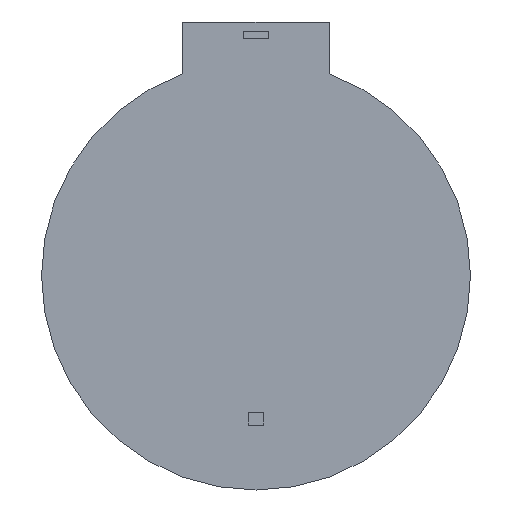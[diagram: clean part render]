
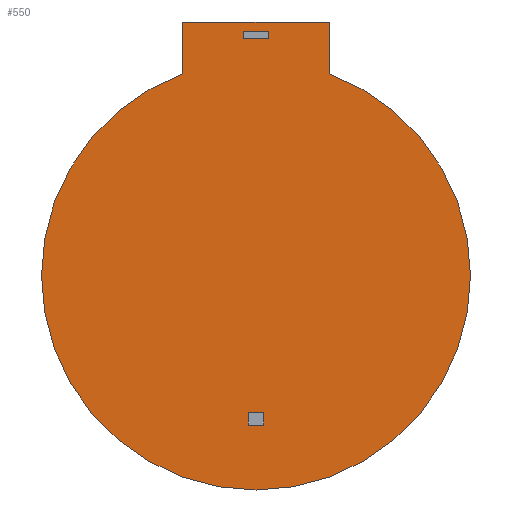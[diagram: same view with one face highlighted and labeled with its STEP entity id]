
A CAD part, front view. The second image highlights one B-rep face of the part: STEP entity #550.
In plain terms, the highlighted planar face has unit normal (0, -1, 0).
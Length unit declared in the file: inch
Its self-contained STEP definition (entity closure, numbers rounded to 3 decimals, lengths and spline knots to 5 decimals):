
#6 = AXIS2_PLACEMENT_3D ( 'NONE', #353, #326, #349 ) ;
#7 = CIRCLE ( 'NONE', #6, 0.44 ) ;
#9 = AXIS2_PLACEMENT_3D ( 'NONE', #342, #372, #333 ) ;
#17 = CIRCLE ( 'NONE', #9, 0.44 ) ;
#18 = VECTOR ( 'NONE', #376, 39.37008 ) ;
#22 = VECTOR ( 'NONE', #339, 39.37008 ) ;
#30 = VECTOR ( 'NONE', #408, 39.37008 ) ;
#31 = VECTOR ( 'NONE', #491, 39.37008 ) ;
#33 = AXIS2_PLACEMENT_3D ( 'NONE', #446, #440, #400 ) ;
#36 = VECTOR ( 'NONE', #409, 39.37008 ) ;
#44 = VECTOR ( 'NONE', #433, 39.37008 ) ;
#55 = VECTOR ( 'NONE', #368, 39.37008 ) ;
#57 = VECTOR ( 'NONE', #429, 39.37008 ) ;
#64 = VECTOR ( 'NONE', #406, 39.37008 ) ;
#68 = VECTOR ( 'NONE', #487, 39.37008 ) ;
#73 = VECTOR ( 'NONE', #425, 39.37008 ) ;
#81 = VERTEX_POINT ( 'NONE', #313 ) ;
#84 = VERTEX_POINT ( 'NONE', #297 ) ;
#85 = VERTEX_POINT ( 'NONE', #312 ) ;
#90 = VERTEX_POINT ( 'NONE', #308 ) ;
#91 = VERTEX_POINT ( 'NONE', #300 ) ;
#94 = VERTEX_POINT ( 'NONE', #295 ) ;
#102 = VERTEX_POINT ( 'NONE', #304 ) ;
#104 = EDGE_LOOP ( 'NONE', ( #241, #243, #242, #244 ) ) ;
#110 = VERTEX_POINT ( 'NONE', #305 ) ;
#111 = VERTEX_POINT ( 'NONE', #310 ) ;
#112 = VERTEX_POINT ( 'NONE', #299 ) ;
#114 = VERTEX_POINT ( 'NONE', #296 ) ;
#117 = EDGE_LOOP ( 'NONE', ( #282, #250, #281, #249, #287 ) ) ;
#118 = VERTEX_POINT ( 'NONE', #314 ) ;
#119 = VERTEX_POINT ( 'NONE', #311 ) ;
#131 = EDGE_LOOP ( 'NONE', ( #245, #247, #246, #248 ) ) ;
#184 = FACE_OUTER_BOUND ( 'NONE', #117, .T. ) ;
#185 = FACE_BOUND ( 'NONE', #131, .T. ) ;
#186 = FACE_BOUND ( 'NONE', #104, .T. ) ;
#193 = LINE ( 'NONE', #452, #44 ) ;
#206 = LINE ( 'NONE', #453, #73 ) ;
#208 = LINE ( 'NONE', #410, #64 ) ;
#210 = LINE ( 'NONE', #432, #31 ) ;
#215 = LINE ( 'NONE', #321, #18 ) ;
#219 = LINE ( 'NONE', #395, #22 ) ;
#220 = LINE ( 'NONE', #412, #36 ) ;
#221 = LINE ( 'NONE', #486, #68 ) ;
#222 = LINE ( 'NONE', #419, #57 ) ;
#224 = LINE ( 'NONE', #407, #30 ) ;
#225 = LINE ( 'NONE', #430, #55 ) ;
#241 = ORIENTED_EDGE ( 'NONE', *, *, #541, .T. ) ;
#242 = ORIENTED_EDGE ( 'NONE', *, *, #519, .T. ) ;
#243 = ORIENTED_EDGE ( 'NONE', *, *, #510, .T. ) ;
#244 = ORIENTED_EDGE ( 'NONE', *, *, #529, .T. ) ;
#245 = ORIENTED_EDGE ( 'NONE', *, *, #527, .T. ) ;
#246 = ORIENTED_EDGE ( 'NONE', *, *, #512, .T. ) ;
#247 = ORIENTED_EDGE ( 'NONE', *, *, #525, .T. ) ;
#248 = ORIENTED_EDGE ( 'NONE', *, *, #513, .T. ) ;
#249 = ORIENTED_EDGE ( 'NONE', *, *, #498, .F. ) ;
#250 = ORIENTED_EDGE ( 'NONE', *, *, #515, .T. ) ;
#281 = ORIENTED_EDGE ( 'NONE', *, *, #514, .T. ) ;
#282 = ORIENTED_EDGE ( 'NONE', *, *, #509, .F. ) ;
#287 = ORIENTED_EDGE ( 'NONE', *, *, #500, .F. ) ;
#295 = CARTESIAN_POINT ( 'NONE',  ( -0.0265, 0., 0.48515 ) ) ;
#296 = CARTESIAN_POINT ( 'NONE',  ( 0.15, 0., 0.52 ) ) ;
#297 = CARTESIAN_POINT ( 'NONE',  ( -0.0265, 0., 0.50085 ) ) ;
#299 = CARTESIAN_POINT ( 'NONE',  ( 0.15, 0., 0.41364 ) ) ;
#300 = CARTESIAN_POINT ( 'NONE',  ( 0.0265, 0., 0.50085 ) ) ;
#304 = CARTESIAN_POINT ( 'NONE',  ( 0.0265, 0., 0.48515 ) ) ;
#305 = CARTESIAN_POINT ( 'NONE',  ( -0.15, 0., 0.52 ) ) ;
#308 = CARTESIAN_POINT ( 'NONE',  ( 0.016, 0., -0.307 ) ) ;
#310 = CARTESIAN_POINT ( 'NONE',  ( 0., 0., -0.44 ) ) ;
#311 = CARTESIAN_POINT ( 'NONE',  ( 0.016, 0., -0.281 ) ) ;
#312 = CARTESIAN_POINT ( 'NONE',  ( -0.016, 0., -0.281 ) ) ;
#313 = CARTESIAN_POINT ( 'NONE',  ( -0.016, 0., -0.307 ) ) ;
#314 = CARTESIAN_POINT ( 'NONE',  ( -0.15, 0., 0.41364 ) ) ;
#321 = CARTESIAN_POINT ( 'NONE',  ( -0.0265, 0., 0.50085 ) ) ;
#326 = DIRECTION ( 'NONE',  ( 0., 1., 0. ) ) ;
#333 = DIRECTION ( 'NONE',  ( 0., 0., 1. ) ) ;
#339 = DIRECTION ( 'NONE',  ( -1., 0., 0. ) ) ;
#342 = CARTESIAN_POINT ( 'NONE',  ( 0., 0., 0. ) ) ;
#349 = DIRECTION ( 'NONE',  ( 0., 0., 1. ) ) ;
#353 = CARTESIAN_POINT ( 'NONE',  ( 0., 0., 0. ) ) ;
#368 = DIRECTION ( 'NONE',  ( 0., 0., -1. ) ) ;
#372 = DIRECTION ( 'NONE',  ( 0., 1., 0. ) ) ;
#376 = DIRECTION ( 'NONE',  ( 1., 0., 0. ) ) ;
#395 = CARTESIAN_POINT ( 'NONE',  ( -0.9758, 0., 0.52 ) ) ;
#400 = DIRECTION ( 'NONE',  ( 0., 0., 1. ) ) ;
#401 = PLANE ( 'NONE',  #33 ) ;
#406 = DIRECTION ( 'NONE',  ( -1., 0., 0. ) ) ;
#407 = CARTESIAN_POINT ( 'NONE',  ( -0.0265, 0., 0.48515 ) ) ;
#408 = DIRECTION ( 'NONE',  ( 0., 0., 1. ) ) ;
#409 = DIRECTION ( 'NONE',  ( 0., 0., -1. ) ) ;
#410 = CARTESIAN_POINT ( 'NONE',  ( -0.016, 0., -0.307 ) ) ;
#412 = CARTESIAN_POINT ( 'NONE',  ( -0.15, 0., 0.00144 ) ) ;
#419 = CARTESIAN_POINT ( 'NONE',  ( -0.016, 0., -0.281 ) ) ;
#425 = DIRECTION ( 'NONE',  ( 0., 0., -1. ) ) ;
#429 = DIRECTION ( 'NONE',  ( 1., 0., 0. ) ) ;
#430 = CARTESIAN_POINT ( 'NONE',  ( 0.15, 0., 0.00144 ) ) ;
#432 = CARTESIAN_POINT ( 'NONE',  ( -0.016, 0., -0.307 ) ) ;
#433 = DIRECTION ( 'NONE',  ( -1., 0., 0. ) ) ;
#440 = DIRECTION ( 'NONE',  ( 0., 1., 0. ) ) ;
#446 = CARTESIAN_POINT ( 'NONE',  ( -0.9758, 0., 0.00144 ) ) ;
#452 = CARTESIAN_POINT ( 'NONE',  ( -0.0265, 0., 0.48515 ) ) ;
#453 = CARTESIAN_POINT ( 'NONE',  ( 0.0265, 0., 0.48515 ) ) ;
#486 = CARTESIAN_POINT ( 'NONE',  ( 0.016, 0., -0.307 ) ) ;
#487 = DIRECTION ( 'NONE',  ( 0., 0., -1. ) ) ;
#491 = DIRECTION ( 'NONE',  ( 0., 0., 1. ) ) ;
#498 = EDGE_CURVE ( 'NONE', #111, #118, #17, .T. ) ;
#500 = EDGE_CURVE ( 'NONE', #112, #111, #7, .T. ) ;
#509 = EDGE_CURVE ( 'NONE', #114, #112, #225, .T. ) ;
#510 = EDGE_CURVE ( 'NONE', #94, #84, #224, .T. ) ;
#512 = EDGE_CURVE ( 'NONE', #85, #119, #222, .T. ) ;
#513 = EDGE_CURVE ( 'NONE', #119, #90, #221, .T. ) ;
#514 = EDGE_CURVE ( 'NONE', #110, #118, #220, .T. ) ;
#515 = EDGE_CURVE ( 'NONE', #114, #110, #219, .T. ) ;
#519 = EDGE_CURVE ( 'NONE', #84, #91, #215, .T. ) ;
#525 = EDGE_CURVE ( 'NONE', #81, #85, #210, .T. ) ;
#527 = EDGE_CURVE ( 'NONE', #90, #81, #208, .T. ) ;
#529 = EDGE_CURVE ( 'NONE', #91, #102, #206, .T. ) ;
#541 = EDGE_CURVE ( 'NONE', #102, #94, #193, .T. ) ;
#550 = ADVANCED_FACE ( 'NONE', ( #186, #185, #184 ), #401, .F. ) ;
